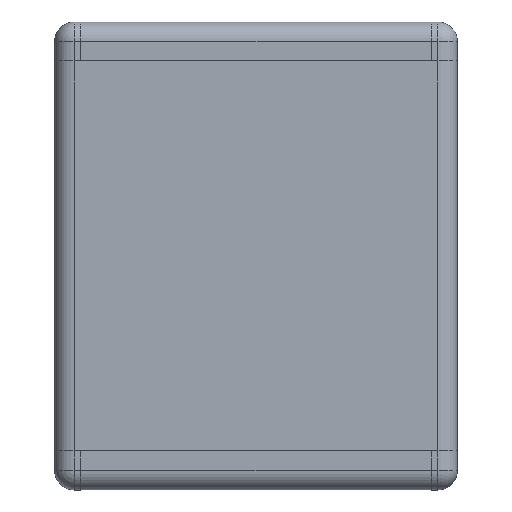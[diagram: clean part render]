
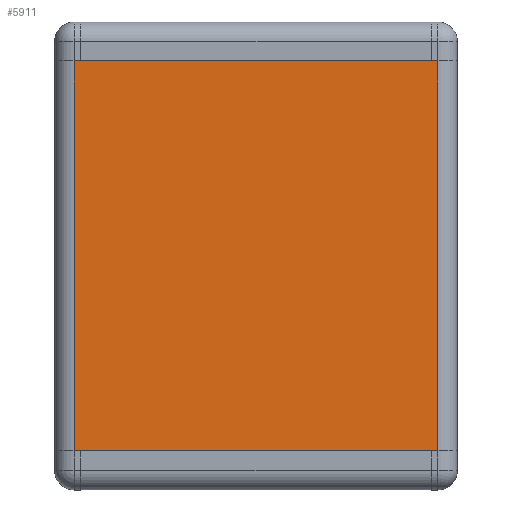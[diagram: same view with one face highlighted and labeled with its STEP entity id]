
A CAD part, top view. The second image highlights one B-rep face of the part: STEP entity #5911.
In plain terms, the highlighted planar face has unit normal (0, 0, 1).
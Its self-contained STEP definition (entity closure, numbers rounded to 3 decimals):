
#4809 = CYLINDRICAL_SURFACE('',#4810,3.);
#4810 = AXIS2_PLACEMENT_3D('',#4811,#4812,#4813);
#4811 = CARTESIAN_POINT('',(-28.,-30.,29.));
#4812 = DIRECTION('',(0.,1.,0.));
#4813 = DIRECTION('',(-1.,0.,0.));
#4918 = PLANE('',#4919);
#4919 = AXIS2_PLACEMENT_3D('',#4920,#4921,#4922);
#4920 = CARTESIAN_POINT('',(-31.,36.,32.));
#4921 = DIRECTION('',(0.,0.,-1.));
#4922 = DIRECTION('',(1.,0.,0.));
#4992 = VERTEX_POINT('',#4993);
#4993 = CARTESIAN_POINT('',(-28.,30.,32.));
#5132 = PLANE('',#5133);
#5133 = AXIS2_PLACEMENT_3D('',#5134,#5135,#5136);
#5134 = CARTESIAN_POINT('',(-31.,-36.,32.));
#5135 = DIRECTION('',(0.,0.,-1.));
#5136 = DIRECTION('',(-1.,0.,0.));
#5206 = VERTEX_POINT('',#5207);
#5207 = CARTESIAN_POINT('',(-28.,-30.,32.));
#5294 = PLANE('',#5295);
#5295 = AXIS2_PLACEMENT_3D('',#5296,#5297,#5298);
#5296 = CARTESIAN_POINT('',(31.,36.,32.));
#5297 = DIRECTION('',(0.,0.,-1.));
#5298 = DIRECTION('',(1.,0.,0.));
#5362 = VERTEX_POINT('',#5363);
#5363 = CARTESIAN_POINT('',(28.,30.,32.));
#5378 = CYLINDRICAL_SURFACE('',#5379,3.);
#5379 = AXIS2_PLACEMENT_3D('',#5380,#5381,#5382);
#5380 = CARTESIAN_POINT('',(28.,-30.,29.));
#5381 = DIRECTION('',(0.,1.,0.));
#5382 = DIRECTION('',(1.,0.,0.));
#5481 = PLANE('',#5482);
#5482 = AXIS2_PLACEMENT_3D('',#5483,#5484,#5485);
#5483 = CARTESIAN_POINT('',(31.,-36.,32.));
#5484 = DIRECTION('',(0.,0.,-1.));
#5485 = DIRECTION('',(-1.,0.,0.));
#5549 = VERTEX_POINT('',#5550);
#5550 = CARTESIAN_POINT('',(28.,-30.,32.));
#5597 = EDGE_CURVE('',#5206,#4992,#5598,.T.);
#5598 = SURFACE_CURVE('',#5599,(#5603,#5610),.PCURVE_S1.);
#5599 = LINE('',#5600,#5601);
#5600 = CARTESIAN_POINT('',(-28.,-30.,32.));
#5601 = VECTOR('',#5602,1.);
#5602 = DIRECTION('',(0.,1.,0.));
#5603 = PCURVE('',#4809,#5604);
#5604 = DEFINITIONAL_REPRESENTATION('',(#5605),#5609);
#5605 = LINE('',#5606,#5607);
#5606 = CARTESIAN_POINT('',(1.571,0.));
#5607 = VECTOR('',#5608,1.);
#5608 = DIRECTION('',(0.,1.));
#5609 = ( GEOMETRIC_REPRESENTATION_CONTEXT(2) 
PARAMETRIC_REPRESENTATION_CONTEXT() REPRESENTATION_CONTEXT('2D SPACE',''
  ) );
#5610 = PCURVE('',#5611,#5616);
#5611 = PLANE('',#5612);
#5612 = AXIS2_PLACEMENT_3D('',#5613,#5614,#5615);
#5613 = CARTESIAN_POINT('',(-31.,-30.,32.));
#5614 = DIRECTION('',(0.,0.,-1.));
#5615 = DIRECTION('',(-1.,0.,0.));
#5616 = DEFINITIONAL_REPRESENTATION('',(#5617),#5621);
#5617 = LINE('',#5618,#5619);
#5618 = CARTESIAN_POINT('',(-3.,0.));
#5619 = VECTOR('',#5620,1.);
#5620 = DIRECTION('',(0.,1.));
#5621 = ( GEOMETRIC_REPRESENTATION_CONTEXT(2) 
PARAMETRIC_REPRESENTATION_CONTEXT() REPRESENTATION_CONTEXT('2D SPACE',''
  ) );
#5643 = PLANE('',#5644);
#5644 = AXIS2_PLACEMENT_3D('',#5645,#5646,#5647);
#5645 = CARTESIAN_POINT('',(-27.,36.,32.));
#5646 = DIRECTION('',(0.,0.,-1.));
#5647 = DIRECTION('',(1.,0.,0.));
#5660 = EDGE_CURVE('',#4992,#5661,#5663,.T.);
#5661 = VERTEX_POINT('',#5662);
#5662 = CARTESIAN_POINT('',(-27.,30.,32.));
#5663 = SURFACE_CURVE('',#5664,(#5668,#5675),.PCURVE_S1.);
#5664 = LINE('',#5665,#5666);
#5665 = CARTESIAN_POINT('',(-31.,30.,32.));
#5666 = VECTOR('',#5667,1.);
#5667 = DIRECTION('',(1.,0.,0.));
#5668 = PCURVE('',#4918,#5669);
#5669 = DEFINITIONAL_REPRESENTATION('',(#5670),#5674);
#5670 = LINE('',#5671,#5672);
#5671 = CARTESIAN_POINT('',(0.,6.));
#5672 = VECTOR('',#5673,1.);
#5673 = DIRECTION('',(1.,0.));
#5674 = ( GEOMETRIC_REPRESENTATION_CONTEXT(2) 
PARAMETRIC_REPRESENTATION_CONTEXT() REPRESENTATION_CONTEXT('2D SPACE',''
  ) );
#5675 = PCURVE('',#5611,#5676);
#5676 = DEFINITIONAL_REPRESENTATION('',(#5677),#5681);
#5677 = LINE('',#5678,#5679);
#5678 = CARTESIAN_POINT('',(0.,60.));
#5679 = VECTOR('',#5680,1.);
#5680 = DIRECTION('',(-1.,0.));
#5681 = ( GEOMETRIC_REPRESENTATION_CONTEXT(2) 
PARAMETRIC_REPRESENTATION_CONTEXT() REPRESENTATION_CONTEXT('2D SPACE',''
  ) );
#5724 = PLANE('',#5725);
#5725 = AXIS2_PLACEMENT_3D('',#5726,#5727,#5728);
#5726 = CARTESIAN_POINT('',(-27.,-36.,32.));
#5727 = DIRECTION('',(0.,0.,-1.));
#5728 = DIRECTION('',(-1.,0.,0.));
#5741 = EDGE_CURVE('',#5206,#5742,#5744,.T.);
#5742 = VERTEX_POINT('',#5743);
#5743 = CARTESIAN_POINT('',(-27.,-30.,32.));
#5744 = SURFACE_CURVE('',#5745,(#5749,#5756),.PCURVE_S1.);
#5745 = LINE('',#5746,#5747);
#5746 = CARTESIAN_POINT('',(-31.,-30.,32.));
#5747 = VECTOR('',#5748,1.);
#5748 = DIRECTION('',(1.,0.,0.));
#5749 = PCURVE('',#5132,#5750);
#5750 = DEFINITIONAL_REPRESENTATION('',(#5751),#5755);
#5751 = LINE('',#5752,#5753);
#5752 = CARTESIAN_POINT('',(0.,6.));
#5753 = VECTOR('',#5754,1.);
#5754 = DIRECTION('',(-1.,0.));
#5755 = ( GEOMETRIC_REPRESENTATION_CONTEXT(2) 
PARAMETRIC_REPRESENTATION_CONTEXT() REPRESENTATION_CONTEXT('2D SPACE',''
  ) );
#5756 = PCURVE('',#5611,#5757);
#5757 = DEFINITIONAL_REPRESENTATION('',(#5758),#5762);
#5758 = LINE('',#5759,#5760);
#5759 = CARTESIAN_POINT('',(0.,0.));
#5760 = VECTOR('',#5761,1.);
#5761 = DIRECTION('',(-1.,0.));
#5762 = ( GEOMETRIC_REPRESENTATION_CONTEXT(2) 
PARAMETRIC_REPRESENTATION_CONTEXT() REPRESENTATION_CONTEXT('2D SPACE',''
  ) );
#5790 = EDGE_CURVE('',#5791,#5362,#5793,.T.);
#5791 = VERTEX_POINT('',#5792);
#5792 = CARTESIAN_POINT('',(27.,30.,32.));
#5793 = SURFACE_CURVE('',#5794,(#5798,#5805),.PCURVE_S1.);
#5794 = LINE('',#5795,#5796);
#5795 = CARTESIAN_POINT('',(-31.,30.,32.));
#5796 = VECTOR('',#5797,1.);
#5797 = DIRECTION('',(1.,0.,0.));
#5798 = PCURVE('',#5294,#5799);
#5799 = DEFINITIONAL_REPRESENTATION('',(#5800),#5804);
#5800 = LINE('',#5801,#5802);
#5801 = CARTESIAN_POINT('',(-62.,6.));
#5802 = VECTOR('',#5803,1.);
#5803 = DIRECTION('',(1.,0.));
#5804 = ( GEOMETRIC_REPRESENTATION_CONTEXT(2) 
PARAMETRIC_REPRESENTATION_CONTEXT() REPRESENTATION_CONTEXT('2D SPACE',''
  ) );
#5805 = PCURVE('',#5611,#5806);
#5806 = DEFINITIONAL_REPRESENTATION('',(#5807),#5811);
#5807 = LINE('',#5808,#5809);
#5808 = CARTESIAN_POINT('',(0.,60.));
#5809 = VECTOR('',#5810,1.);
#5810 = DIRECTION('',(-1.,0.));
#5811 = ( GEOMETRIC_REPRESENTATION_CONTEXT(2) 
PARAMETRIC_REPRESENTATION_CONTEXT() REPRESENTATION_CONTEXT('2D SPACE',''
  ) );
#5840 = EDGE_CURVE('',#5549,#5362,#5841,.T.);
#5841 = SURFACE_CURVE('',#5842,(#5846,#5853),.PCURVE_S1.);
#5842 = LINE('',#5843,#5844);
#5843 = CARTESIAN_POINT('',(28.,-30.,32.));
#5844 = VECTOR('',#5845,1.);
#5845 = DIRECTION('',(0.,1.,0.));
#5846 = PCURVE('',#5378,#5847);
#5847 = DEFINITIONAL_REPRESENTATION('',(#5848),#5852);
#5848 = LINE('',#5849,#5850);
#5849 = CARTESIAN_POINT('',(-1.571,0.));
#5850 = VECTOR('',#5851,1.);
#5851 = DIRECTION('',(0.,1.));
#5852 = ( GEOMETRIC_REPRESENTATION_CONTEXT(2) 
PARAMETRIC_REPRESENTATION_CONTEXT() REPRESENTATION_CONTEXT('2D SPACE',''
  ) );
#5853 = PCURVE('',#5611,#5854);
#5854 = DEFINITIONAL_REPRESENTATION('',(#5855),#5859);
#5855 = LINE('',#5856,#5857);
#5856 = CARTESIAN_POINT('',(-59.,0.));
#5857 = VECTOR('',#5858,1.);
#5858 = DIRECTION('',(0.,1.));
#5859 = ( GEOMETRIC_REPRESENTATION_CONTEXT(2) 
PARAMETRIC_REPRESENTATION_CONTEXT() REPRESENTATION_CONTEXT('2D SPACE',''
  ) );
#5866 = EDGE_CURVE('',#5549,#5867,#5869,.T.);
#5867 = VERTEX_POINT('',#5868);
#5868 = CARTESIAN_POINT('',(27.,-30.,32.));
#5869 = SURFACE_CURVE('',#5870,(#5874,#5881),.PCURVE_S1.);
#5870 = LINE('',#5871,#5872);
#5871 = CARTESIAN_POINT('',(31.,-30.,32.));
#5872 = VECTOR('',#5873,1.);
#5873 = DIRECTION('',(-1.,0.,0.));
#5874 = PCURVE('',#5481,#5875);
#5875 = DEFINITIONAL_REPRESENTATION('',(#5876),#5880);
#5876 = LINE('',#5877,#5878);
#5877 = CARTESIAN_POINT('',(0.,6.));
#5878 = VECTOR('',#5879,1.);
#5879 = DIRECTION('',(1.,0.));
#5880 = ( GEOMETRIC_REPRESENTATION_CONTEXT(2) 
PARAMETRIC_REPRESENTATION_CONTEXT() REPRESENTATION_CONTEXT('2D SPACE',''
  ) );
#5881 = PCURVE('',#5611,#5882);
#5882 = DEFINITIONAL_REPRESENTATION('',(#5883),#5887);
#5883 = LINE('',#5884,#5885);
#5884 = CARTESIAN_POINT('',(-62.,0.));
#5885 = VECTOR('',#5886,1.);
#5886 = DIRECTION('',(1.,0.));
#5887 = ( GEOMETRIC_REPRESENTATION_CONTEXT(2) 
PARAMETRIC_REPRESENTATION_CONTEXT() REPRESENTATION_CONTEXT('2D SPACE',''
  ) );
#5911 = ADVANCED_FACE('',(#5912),#5611,.F.);
#5912 = FACE_BOUND('',#5913,.T.);
#5913 = EDGE_LOOP('',(#5914,#5915,#5916,#5917,#5938,#5939,#5940,#5941));
#5914 = ORIENTED_EDGE('',*,*,#5660,.F.);
#5915 = ORIENTED_EDGE('',*,*,#5597,.F.);
#5916 = ORIENTED_EDGE('',*,*,#5741,.T.);
#5917 = ORIENTED_EDGE('',*,*,#5918,.T.);
#5918 = EDGE_CURVE('',#5742,#5867,#5919,.T.);
#5919 = SURFACE_CURVE('',#5920,(#5924,#5931),.PCURVE_S1.);
#5920 = LINE('',#5921,#5922);
#5921 = CARTESIAN_POINT('',(-27.,-30.,32.));
#5922 = VECTOR('',#5923,1.);
#5923 = DIRECTION('',(1.,0.,0.));
#5924 = PCURVE('',#5611,#5925);
#5925 = DEFINITIONAL_REPRESENTATION('',(#5926),#5930);
#5926 = LINE('',#5927,#5928);
#5927 = CARTESIAN_POINT('',(-4.,0.));
#5928 = VECTOR('',#5929,1.);
#5929 = DIRECTION('',(-1.,0.));
#5930 = ( GEOMETRIC_REPRESENTATION_CONTEXT(2) 
PARAMETRIC_REPRESENTATION_CONTEXT() REPRESENTATION_CONTEXT('2D SPACE',''
  ) );
#5931 = PCURVE('',#5724,#5932);
#5932 = DEFINITIONAL_REPRESENTATION('',(#5933),#5937);
#5933 = LINE('',#5934,#5935);
#5934 = CARTESIAN_POINT('',(0.,6.));
#5935 = VECTOR('',#5936,1.);
#5936 = DIRECTION('',(-1.,0.));
#5937 = ( GEOMETRIC_REPRESENTATION_CONTEXT(2) 
PARAMETRIC_REPRESENTATION_CONTEXT() REPRESENTATION_CONTEXT('2D SPACE',''
  ) );
#5938 = ORIENTED_EDGE('',*,*,#5866,.F.);
#5939 = ORIENTED_EDGE('',*,*,#5840,.T.);
#5940 = ORIENTED_EDGE('',*,*,#5790,.F.);
#5941 = ORIENTED_EDGE('',*,*,#5942,.F.);
#5942 = EDGE_CURVE('',#5661,#5791,#5943,.T.);
#5943 = SURFACE_CURVE('',#5944,(#5948,#5955),.PCURVE_S1.);
#5944 = LINE('',#5945,#5946);
#5945 = CARTESIAN_POINT('',(-31.,30.,32.));
#5946 = VECTOR('',#5947,1.);
#5947 = DIRECTION('',(1.,0.,0.));
#5948 = PCURVE('',#5611,#5949);
#5949 = DEFINITIONAL_REPRESENTATION('',(#5950),#5954);
#5950 = LINE('',#5951,#5952);
#5951 = CARTESIAN_POINT('',(0.,60.));
#5952 = VECTOR('',#5953,1.);
#5953 = DIRECTION('',(-1.,0.));
#5954 = ( GEOMETRIC_REPRESENTATION_CONTEXT(2) 
PARAMETRIC_REPRESENTATION_CONTEXT() REPRESENTATION_CONTEXT('2D SPACE',''
  ) );
#5955 = PCURVE('',#5643,#5956);
#5956 = DEFINITIONAL_REPRESENTATION('',(#5957),#5961);
#5957 = LINE('',#5958,#5959);
#5958 = CARTESIAN_POINT('',(-4.,6.));
#5959 = VECTOR('',#5960,1.);
#5960 = DIRECTION('',(1.,0.));
#5961 = ( GEOMETRIC_REPRESENTATION_CONTEXT(2) 
PARAMETRIC_REPRESENTATION_CONTEXT() REPRESENTATION_CONTEXT('2D SPACE',''
  ) );
